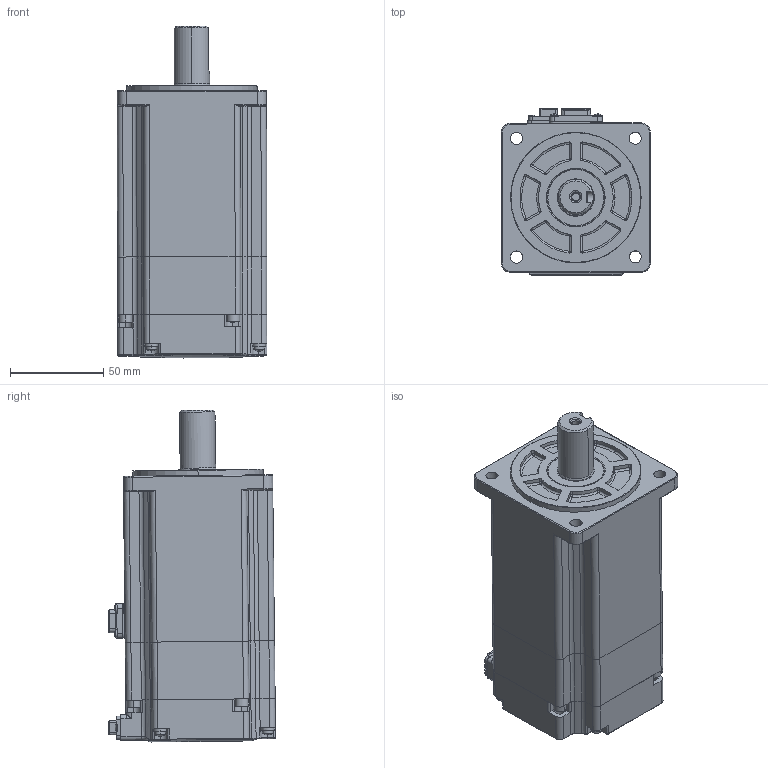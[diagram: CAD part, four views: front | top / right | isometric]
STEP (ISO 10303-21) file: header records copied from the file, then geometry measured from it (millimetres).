
FILE_DESCRIPTION (( 'STEP AP203' ), '1' );
FILE_NAME ('MS6S-80-B3-03230-惕掅蚾饜极.STEP', '2022-01-18T06:56:05', ( '' ), ( '' ), 'SwSTEP 2.0', 'SolidWorks 2016', '' );
FILE_SCHEMA (( 'CONFIG_CONTROL_DESIGN' ));
Length unit declared in the file: millimetre
Products named in the file (1): MS6S-80-B3-03230-惕掅蚾饜极
Bounding box: 80.25 x 89.61 x 177.99 mm (x, y, z)
Surface area: 66401.3 mm2 (no closed solid volume)
Topology: 0 solids, 31 shells, 864 faces, 2755 edges, 1874 vertices
Faces by surface type: plane 366, cylinder 314, torus 97, sphere 44, cone 25, bspline 18
Entity records: 31200 total; most frequent: CARTESIAN_POINT 6687, DIRECTION 5493, ORIENTED_EDGE 4493, EDGE_CURVE 2722, AXIS2_PLACEMENT_3D 1986, VERTEX_POINT 1862, LINE 1521, VECTOR 1521
